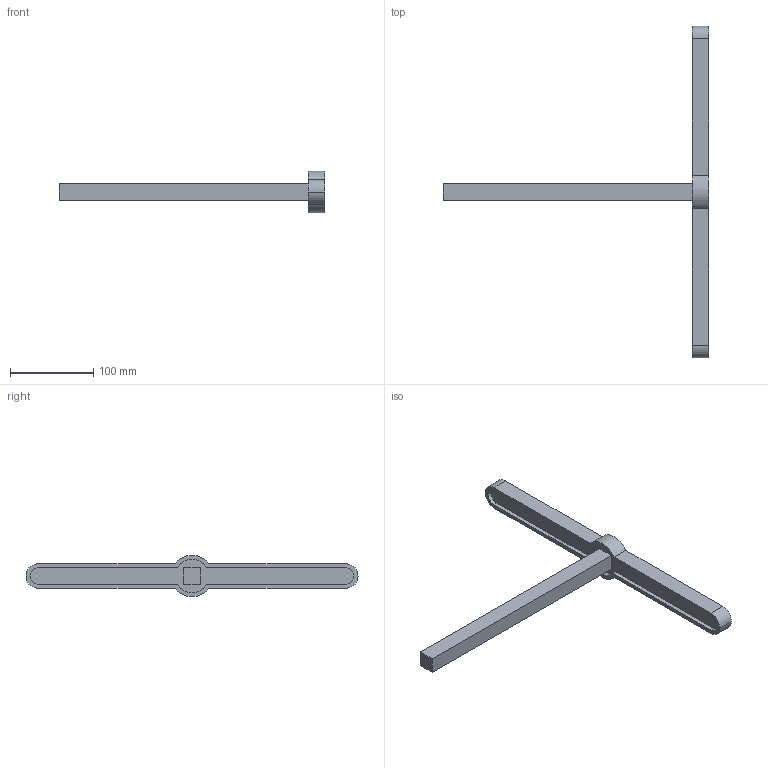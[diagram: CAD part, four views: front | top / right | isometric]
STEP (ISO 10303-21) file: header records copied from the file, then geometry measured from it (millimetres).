
FILE_DESCRIPTION(('CATIA V5 STEP Exchange'),'2;1');
FILE_NAME('kljuc.stp','2020-11-05T14:49:39+00:00',('none'),('none'),'CATIA Version 5 Release 20 SP 7 (IN-10)','CATIA V5 STEP AP203','none');
FILE_SCHEMA(('CONFIG_CONTROL_DESIGN'));
Length unit declared in the file: millimetre
Products named in the file (1): Part1
Bounding box: 320 x 400 x 49.82 mm (x, y, z)
Volume: 289259.6 mm3; surface area: 74641.7 mm2
Topology: 1 solids, 1 shells, 52 faces, 138 edges, 92 vertices
Faces by surface type: plane 34, cylinder 18
Entity records: 1494 total; most frequent: ORIENTED_EDGE 276, CARTESIAN_POINT 257, DIRECTION 190, EDGE_CURVE 138, VECTOR 102, LINE 102, VERTEX_POINT 92, AXIS2_PLACEMENT_3D 63
